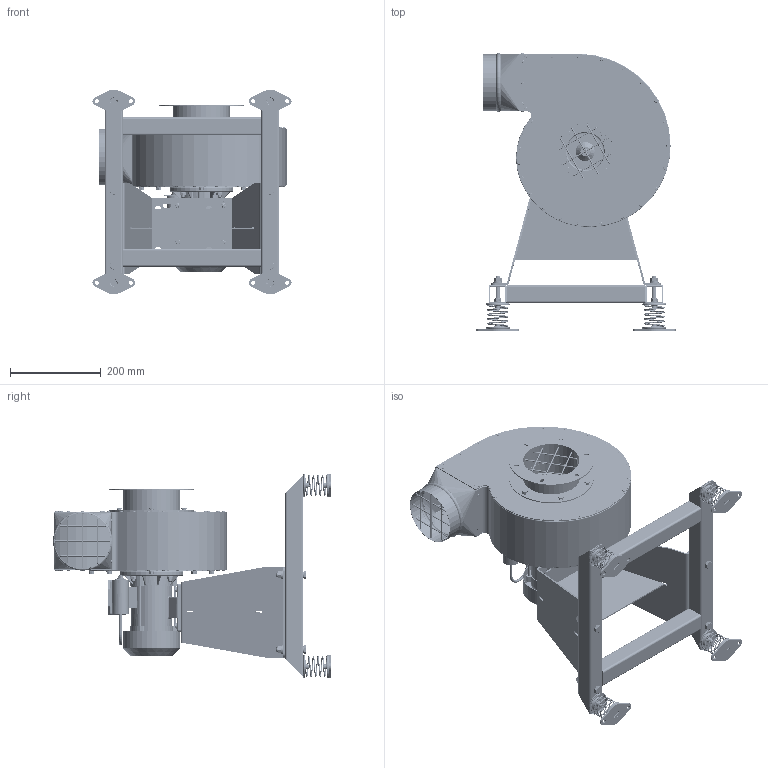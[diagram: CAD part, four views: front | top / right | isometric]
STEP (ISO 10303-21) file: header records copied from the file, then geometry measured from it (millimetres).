
FILE_DESCRIPTION(/* description */ ('3D Część'),/* implementation_level */ '2;1');
FILE_NAME(/* name */ '801W01; 801W13 WPA-3-S-N.stp',/* time_stamp */ '2022-05-09T12:52:50+02:00',/* author */ ('a.korpacki'),/* organization */ ('KLIMAWENT S.A.'),/* preprocessor_version */ 'ST-DEVELOPER v18.1',/* originating_system */ 'Autodesk Inventor 2021',/* authorisation */ '');
FILE_SCHEMA (('AUTOMOTIVE_DESIGN { 1 0 10303 214 3 1 1 }'));
Bounding box: 438.93 x 613.18 x 452 mm (x, y, z)
Volume: 3765069.6 mm3; surface area: 1896260.4 mm2
Topology: 19 solids, 19 shells, 5705 faces, 14223 edges, 9108 vertices
Faces by surface type: plane 2928, bspline 1119, cylinder 1081, cone 294, torus 260, sphere 23
Full cylindrical faces by diameter (mm): 3 x20, 3.2 x56, 3.3 x1, 3.5 x48, 4.134 x1, 4.8 x3, 6 x41, 6.4 x8, 6.5 x64, 7.92 x14, 8 x24, 8.88 x18, 9 x8, 10 x16, 10.5 x4, 11 x9, 11.63 x8, 12 x5, 12.5 x1, 14 x4, 14.63 x4, 17 x1, 18 x4, 20 x5, 27 x1, 35 x1, 36 x1, 50 x8, 52 x8, 86 x1
Entity records: 190199 total; most frequent: CARTESIAN_POINT 53719, ORIENTED_EDGE 28362, DIRECTION 24649, EDGE_CURVE 14181, VERTEX_POINT 9108, AXIS2_PLACEMENT_3D 8488, LINE 7673, VECTOR 7673
